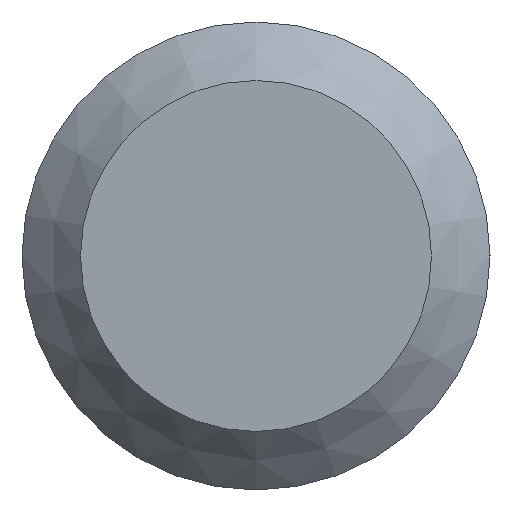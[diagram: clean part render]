
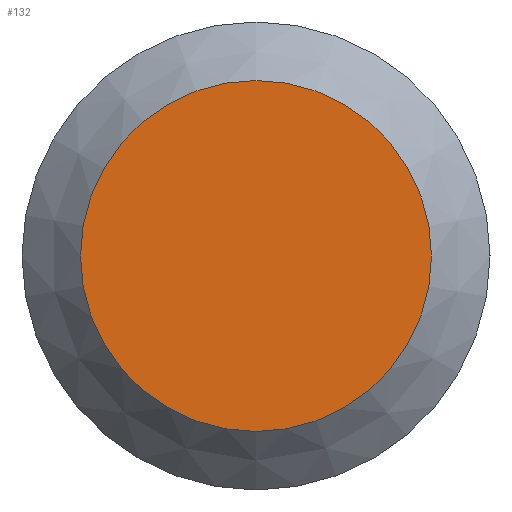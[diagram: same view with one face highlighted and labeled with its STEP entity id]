
A CAD part, left-side view. The second image highlights one B-rep face of the part: STEP entity #132.
In plain terms, the highlighted planar face has unit normal (-1, 0, 0).
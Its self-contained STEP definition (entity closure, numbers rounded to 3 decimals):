
#132=ADVANCED_FACE('',(#151),#153,.F.);
#151=FACE_BOUND('',#152,.T.);
#152=EDGE_LOOP('',(#179));
#153=PLANE('',#154);
#154=AXIS2_PLACEMENT_3D('',#155,#156,#157);
#155=CARTESIAN_POINT('',(-16.,0.,0.));
#156=DIRECTION('',(1.,0.,0.));
#157=DIRECTION('',(0.,0.,1.));
#179=ORIENTED_EDGE('',*,*,#187,.F.);
#187=EDGE_CURVE('',#194,#194,#195,.T.);
#194=VERTEX_POINT('',#211);
#195=CIRCLE('',#212,6.);
#211=CARTESIAN_POINT('',(-16.,0.,6.));
#212=AXIS2_PLACEMENT_3D('',#213,#214,#215);
#213=CARTESIAN_POINT('',(-16.,0.,0.));
#214=DIRECTION('',(1.,0.,0.));
#215=DIRECTION('',(0.,0.,1.));
